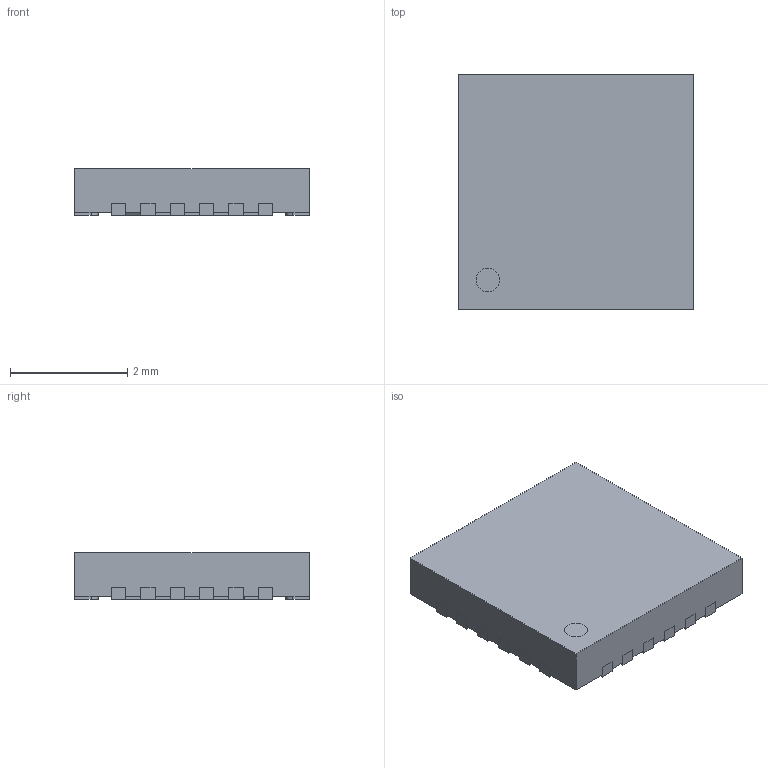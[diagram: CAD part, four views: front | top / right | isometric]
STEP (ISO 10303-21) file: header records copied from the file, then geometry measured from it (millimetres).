
FILE_DESCRIPTION(('FreeCAD Model'),'2;1');
FILE_NAME('QFN50P400X400X80-25.step' ,'2021-05-17T16:55:01',('kicad StepUp'),('ksu MCAD'), 'Open CASCADE STEP processor 7.2','FreeCAD','Unknown');
FILE_SCHEMA(('AUTOMOTIVE_DESIGN { 1 0 10303 214 1 1 1 1 }'));
Length unit declared in the file: millimetre
Products named in the file (1): QFN50P400X400X80-25
Bounding box: 4 x 4 x 0.8 mm (x, y, z)
Volume: 12.4 mm3; surface area: 72.5 mm2
Topology: 27 solids, 27 shells, 278 faces, 666 edges, 444 vertices
Faces by surface type: plane 214, cylinder 64
Entity records: 9926 total; most frequent: CARTESIAN_POINT 1389, DIRECTION 1352, ORIENTED_EDGE 1332, EDGE_CURVE 666, LINE 538, VECTOR 538, VERTEX_POINT 444, AXIS2_PLACEMENT_3D 407
